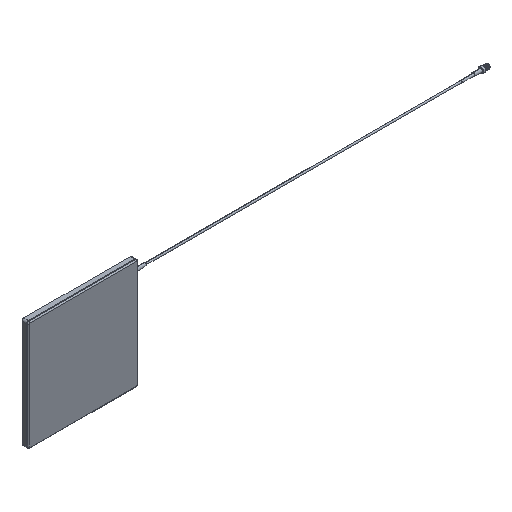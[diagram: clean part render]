
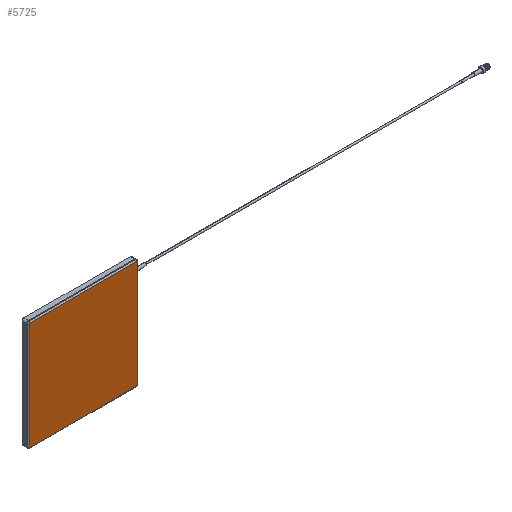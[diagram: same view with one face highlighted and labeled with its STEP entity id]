
A CAD part, isometric view. The second image highlights one B-rep face of the part: STEP entity #5725.
In plain terms, the highlighted planar face has unit normal (0, -1, 0).
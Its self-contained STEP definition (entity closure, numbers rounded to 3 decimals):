
#34 = DIRECTION ( 'NONE',  ( 0., -1., 0. ) ) ;
#138 = ORIENTED_EDGE ( 'NONE', *, *, #1068, .T. ) ;
#197 = CARTESIAN_POINT ( 'NONE',  ( 2.5, 0., -2.5 ) ) ;
#288 = LINE ( 'NONE', #492, #1119 ) ;
#332 = DIRECTION ( 'NONE',  ( 0., -1., 0. ) ) ;
#339 = DIRECTION ( 'NONE',  ( 0., 0., 1. ) ) ;
#418 = DIRECTION ( 'NONE',  ( -1., 0., 0. ) ) ;
#492 = CARTESIAN_POINT ( 'NONE',  ( 1.5, 0., -147.5 ) ) ;
#567 = CARTESIAN_POINT ( 'NONE',  ( 148.5, 0., -147.5 ) ) ;
#689 = CARTESIAN_POINT ( 'NONE',  ( 147.5, 0., -1.5 ) ) ;
#870 = LINE ( 'NONE', #4010, #3896 ) ;
#898 = DIRECTION ( 'NONE',  ( 1., 0., 0. ) ) ;
#927 = VERTEX_POINT ( 'NONE', #2115 ) ;
#947 = VERTEX_POINT ( 'NONE', #689 ) ;
#995 = EDGE_CURVE ( 'NONE', #1656, #927, #2957, .T. ) ;
#1053 = AXIS2_PLACEMENT_3D ( 'NONE', #4366, #332, #1704 ) ;
#1068 = EDGE_CURVE ( 'NONE', #947, #2720, #1270, .T. ) ;
#1119 = VECTOR ( 'NONE', #3673, 1000. ) ;
#1186 = VECTOR ( 'NONE', #418, 1000. ) ;
#1188 = ORIENTED_EDGE ( 'NONE', *, *, #995, .T. ) ;
#1202 = DIRECTION ( 'NONE',  ( 0., 1., 0. ) ) ;
#1261 = CARTESIAN_POINT ( 'NONE',  ( 147.5, 0., -148.5 ) ) ;
#1270 = LINE ( 'NONE', #4927, #1186 ) ;
#1320 = ORIENTED_EDGE ( 'NONE', *, *, #3851, .T. ) ;
#1345 = EDGE_CURVE ( 'NONE', #4524, #1353, #870, .T. ) ;
#1353 = VERTEX_POINT ( 'NONE', #1261 ) ;
#1520 = CARTESIAN_POINT ( 'NONE',  ( 2.5, 0., -148.5 ) ) ;
#1524 = AXIS2_PLACEMENT_3D ( 'NONE', #4617, #1923, #4188 ) ;
#1656 = VERTEX_POINT ( 'NONE', #567 ) ;
#1704 = DIRECTION ( 'NONE',  ( 0., 0., 1. ) ) ;
#1786 = AXIS2_PLACEMENT_3D ( 'NONE', #2197, #34, #5485 ) ;
#1923 = DIRECTION ( 'NONE',  ( 0., -1., 0. ) ) ;
#2015 = CIRCLE ( 'NONE', #1053, 1. ) ;
#2115 = CARTESIAN_POINT ( 'NONE',  ( 148.5, 0., -2.5 ) ) ;
#2197 = CARTESIAN_POINT ( 'NONE',  ( 2.5, 0., -147.5 ) ) ;
#2231 = CARTESIAN_POINT ( 'NONE',  ( 1.5, 0., -2.5 ) ) ;
#2511 = CARTESIAN_POINT ( 'NONE',  ( 148.5, 0., -147.5 ) ) ;
#2644 = VERTEX_POINT ( 'NONE', #4226 ) ;
#2720 = VERTEX_POINT ( 'NONE', #4885 ) ;
#2946 = ORIENTED_EDGE ( 'NONE', *, *, #4343, .T. ) ;
#2957 = LINE ( 'NONE', #2511, #3269 ) ;
#2963 = DIRECTION ( 'NONE',  ( 0., -1., 0. ) ) ;
#3033 = FACE_OUTER_BOUND ( 'NONE', #3095, .T. ) ;
#3095 = EDGE_LOOP ( 'NONE', ( #5376, #1320, #5161, #2946, #1188, #4405, #138, #3345 ) ) ;
#3174 = EDGE_CURVE ( 'NONE', #2720, #5887, #3960, .T. ) ;
#3269 = VECTOR ( 'NONE', #3480, 1000. ) ;
#3345 = ORIENTED_EDGE ( 'NONE', *, *, #3174, .T. ) ;
#3480 = DIRECTION ( 'NONE',  ( 0., 0., 1. ) ) ;
#3673 = DIRECTION ( 'NONE',  ( 0., 0., -1. ) ) ;
#3838 = EDGE_CURVE ( 'NONE', #5887, #2644, #288, .T. ) ;
#3851 = EDGE_CURVE ( 'NONE', #2644, #4524, #4277, .T. ) ;
#3896 = VECTOR ( 'NONE', #898, 1000. ) ;
#3944 = EDGE_CURVE ( 'NONE', #927, #947, #4586, .T. ) ;
#3960 = CIRCLE ( 'NONE', #5026, 1. ) ;
#4006 = CARTESIAN_POINT ( 'NONE',  ( 2.5, 0., -147.5 ) ) ;
#4010 = CARTESIAN_POINT ( 'NONE',  ( 2.5, 0., -148.5 ) ) ;
#4188 = DIRECTION ( 'NONE',  ( 0., 0., 1. ) ) ;
#4226 = CARTESIAN_POINT ( 'NONE',  ( 1.5, 0., -147.5 ) ) ;
#4277 = CIRCLE ( 'NONE', #1786, 1. ) ;
#4343 = EDGE_CURVE ( 'NONE', #1353, #1656, #2015, .T. ) ;
#4366 = CARTESIAN_POINT ( 'NONE',  ( 147.5, 0., -147.5 ) ) ;
#4405 = ORIENTED_EDGE ( 'NONE', *, *, #3944, .T. ) ;
#4524 = VERTEX_POINT ( 'NONE', #1520 ) ;
#4586 = CIRCLE ( 'NONE', #1524, 1. ) ;
#4617 = CARTESIAN_POINT ( 'NONE',  ( 147.5, 0., -2.5 ) ) ;
#4765 = DIRECTION ( 'NONE',  ( 0., 0., 1. ) ) ;
#4885 = CARTESIAN_POINT ( 'NONE',  ( 2.5, 0., -1.5 ) ) ;
#4927 = CARTESIAN_POINT ( 'NONE',  ( 2.5, 0., -1.5 ) ) ;
#5026 = AXIS2_PLACEMENT_3D ( 'NONE', #197, #2963, #4765 ) ;
#5161 = ORIENTED_EDGE ( 'NONE', *, *, #1345, .T. ) ;
#5338 = AXIS2_PLACEMENT_3D ( 'NONE', #4006, #1202, #339 ) ;
#5376 = ORIENTED_EDGE ( 'NONE', *, *, #3838, .T. ) ;
#5485 = DIRECTION ( 'NONE',  ( 0., 0., 1. ) ) ;
#5725 = ADVANCED_FACE ( 'NONE', ( #3033 ), #5732, .F. ) ;
#5732 = PLANE ( 'NONE',  #5338 ) ;
#5887 = VERTEX_POINT ( 'NONE', #2231 ) ;
